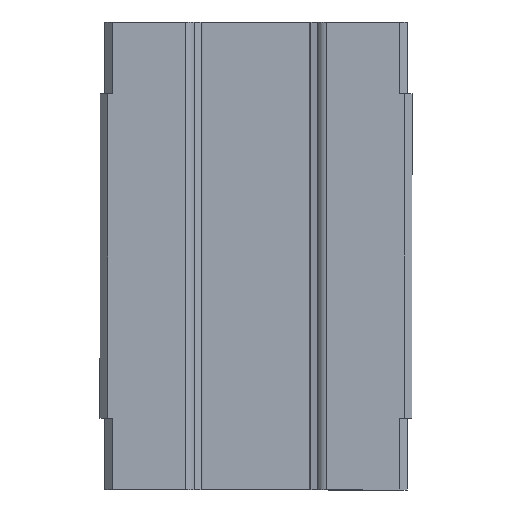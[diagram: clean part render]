
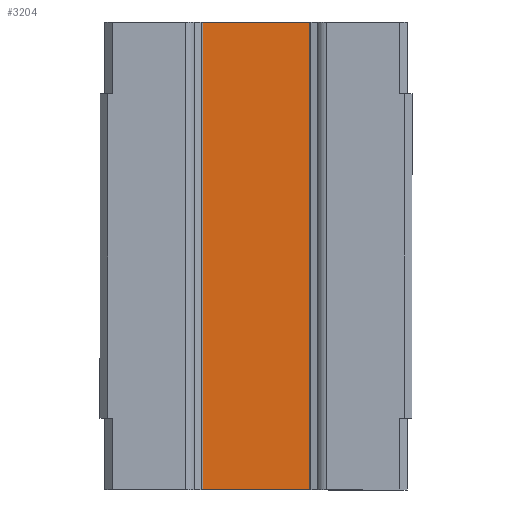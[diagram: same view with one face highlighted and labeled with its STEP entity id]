
A CAD part, front view. The second image highlights one B-rep face of the part: STEP entity #3204.
In plain terms, the highlighted planar face has unit normal (0, -1, 0).
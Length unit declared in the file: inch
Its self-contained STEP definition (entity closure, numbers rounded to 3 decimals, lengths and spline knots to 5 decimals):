
#60 = CARTESIAN_POINT ( 'NONE',  ( -0.16142, 0.23622, 0.59055 ) ) ;
#756 = CARTESIAN_POINT ( 'NONE',  ( 0.16142, 0.23622, -0.59055 ) ) ;
#941 = FACE_OUTER_BOUND ( 'NONE', #2816, .T. ) ;
#1579 = CARTESIAN_POINT ( 'NONE',  ( 0.16142, 0.23622, 0.59055 ) ) ;
#1832 = CARTESIAN_POINT ( 'NONE',  ( -0.16142, 0.23622, -0.59055 ) ) ;
#2067 = EDGE_CURVE ( 'NONE', #7718, #9871, #6250, .T. ) ;
#2085 = EDGE_CURVE ( 'NONE', #6643, #9871, #6041, .T. ) ;
#2096 = VECTOR ( 'NONE', #2722, 39.37008 ) ;
#2266 = VECTOR ( 'NONE', #8292, 39.37008 ) ;
#2429 = DIRECTION ( 'NONE',  ( 0., 0., 1. ) ) ;
#2722 = DIRECTION ( 'NONE',  ( 0., 0., 1. ) ) ;
#2773 = DIRECTION ( 'NONE',  ( 1., 0., 0. ) ) ;
#2816 = EDGE_LOOP ( 'NONE', ( #7525, #4944, #4027, #6817 ) ) ;
#2833 = DIRECTION ( 'NONE',  ( 0., -1., 0. ) ) ;
#2935 = CARTESIAN_POINT ( 'NONE',  ( -0.16142, 0.23622, -0.59055 ) ) ;
#3120 = AXIS2_PLACEMENT_3D ( 'NONE', #6536, #2833, #8009 ) ;
#3204 = ADVANCED_FACE ( 'NONE', ( #941 ), #7282, .T. ) ;
#3226 = CARTESIAN_POINT ( 'NONE',  ( -0.16142, 0.23622, 0.59055 ) ) ;
#3304 = VERTEX_POINT ( 'NONE', #2935 ) ;
#4027 = ORIENTED_EDGE ( 'NONE', *, *, #2067, .T. ) ;
#4083 = VECTOR ( 'NONE', #2429, 39.37008 ) ;
#4775 = CARTESIAN_POINT ( 'NONE',  ( 0.16142, 0.23622, -0.59055 ) ) ;
#4944 = ORIENTED_EDGE ( 'NONE', *, *, #8759, .T. ) ;
#6041 = LINE ( 'NONE', #3226, #2266 ) ;
#6110 = LINE ( 'NONE', #1832, #2096 ) ;
#6250 = LINE ( 'NONE', #756, #4083 ) ;
#6536 = CARTESIAN_POINT ( 'NONE',  ( -0.16142, 0.23622, -0.59055 ) ) ;
#6643 = VERTEX_POINT ( 'NONE', #60 ) ;
#6817 = ORIENTED_EDGE ( 'NONE', *, *, #2085, .F. ) ;
#6895 = LINE ( 'NONE', #9455, #9301 ) ;
#6978 = EDGE_CURVE ( 'NONE', #3304, #6643, #6110, .T. ) ;
#7282 = PLANE ( 'NONE',  #3120 ) ;
#7525 = ORIENTED_EDGE ( 'NONE', *, *, #6978, .F. ) ;
#7718 = VERTEX_POINT ( 'NONE', #4775 ) ;
#8009 = DIRECTION ( 'NONE',  ( -1., 0., 0. ) ) ;
#8292 = DIRECTION ( 'NONE',  ( 1., 0., 0. ) ) ;
#8759 = EDGE_CURVE ( 'NONE', #3304, #7718, #6895, .T. ) ;
#9301 = VECTOR ( 'NONE', #2773, 39.37008 ) ;
#9455 = CARTESIAN_POINT ( 'NONE',  ( -0.16142, 0.23622, -0.59055 ) ) ;
#9871 = VERTEX_POINT ( 'NONE', #1579 ) ;
